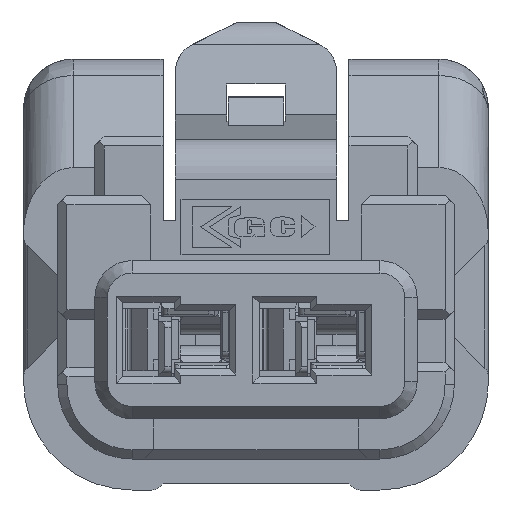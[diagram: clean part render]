
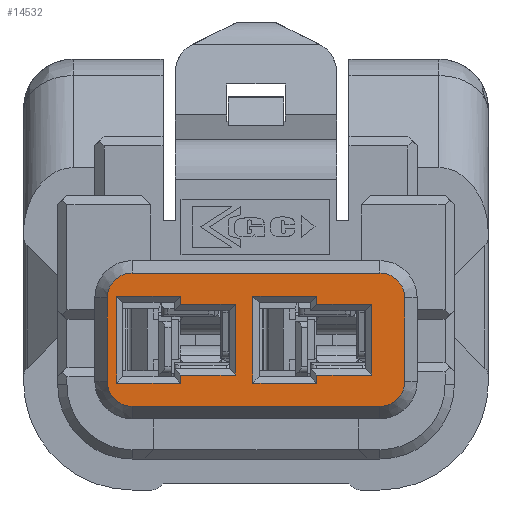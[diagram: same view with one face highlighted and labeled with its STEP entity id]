
A CAD part, front view. The second image highlights one B-rep face of the part: STEP entity #14532.
In plain terms, the highlighted planar face has unit normal (0, -1, 0).
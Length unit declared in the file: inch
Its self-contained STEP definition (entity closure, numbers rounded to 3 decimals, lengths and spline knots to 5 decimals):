
#3462=CARTESIAN_POINT('',(-9.18338,-1.58656,
2.17008));
#3463=DIRECTION('',(0.,-1.,0.));
#3464=DIRECTION('',(0.,0.,-1.));
#3465=AXIS2_PLACEMENT_3D('',#3462,#3463,#3464);
#3467=DIRECTION('',(1.,0.,0.));
#3468=VECTOR('',#3467,0.15748);
#3469=CARTESIAN_POINT('',(-9.34086,-1.58656,
2.15433));
#3470=LINE('',#3469,#3468);
#3471=CARTESIAN_POINT('',(-9.34086,-1.58656,
2.17008));
#3472=DIRECTION('',(0.,-1.,0.));
#3473=DIRECTION('',(-1.,0.,0.));
#3474=AXIS2_PLACEMENT_3D('',#3471,#3472,#3473);
#3476=DIRECTION('',(0.,0.,-1.));
#3477=VECTOR('',#3476,0.05315);
#3478=CARTESIAN_POINT('',(-9.35661,-1.58656,
2.22323));
#3479=LINE('',#3478,#3477);
#3480=CARTESIAN_POINT('',(-9.34086,-1.58656,
2.22323));
#3481=DIRECTION('',(0.,-1.,0.));
#3482=DIRECTION('',(0.,0.,1.));
#3483=AXIS2_PLACEMENT_3D('',#3480,#3481,#3482);
#3485=DIRECTION('',(-1.,0.,0.));
#3486=VECTOR('',#3485,0.15748);
#3487=CARTESIAN_POINT('',(-9.18338,-1.58656,
2.23898));
#3488=LINE('',#3487,#3486);
#3489=CARTESIAN_POINT('',(-9.18338,-1.58656,
2.22323));
#3490=DIRECTION('',(0.,-1.,0.));
#3491=DIRECTION('',(1.,0.,0.));
#3492=AXIS2_PLACEMENT_3D('',#3489,#3490,#3491);
#3494=DIRECTION('',(0.,0.,1.));
#3495=VECTOR('',#3494,0.05315);
#3496=CARTESIAN_POINT('',(-9.16763,-1.58656,
2.17008));
#3497=LINE('',#3496,#3495);
#3498=DIRECTION('',(-1.,0.,0.));
#3499=VECTOR('',#3498,0.04055);
#3500=CARTESIAN_POINT('',(-9.22354,-1.58656,
2.16909));
#3501=LINE('',#3500,#3499);
#3502=DIRECTION('',(0.,0.,-1.));
#3503=VECTOR('',#3502,0.00512);
#3504=CARTESIAN_POINT('',(-9.22354,-1.58656,
2.17421));
#3505=LINE('',#3504,#3503);
#3506=DIRECTION('',(-1.,0.,0.));
#3507=VECTOR('',#3506,0.03484);
#3508=CARTESIAN_POINT('',(-9.18869,-1.58656,
2.17421));
#3509=LINE('',#3508,#3507);
#3510=DIRECTION('',(0.,0.,-1.));
#3511=VECTOR('',#3510,0.04488);
#3512=CARTESIAN_POINT('',(-9.18869,-1.58656,
2.21909));
#3513=LINE('',#3512,#3511);
#3514=DIRECTION('',(1.,0.,0.));
#3515=VECTOR('',#3514,0.03484);
#3516=CARTESIAN_POINT('',(-9.22354,-1.58656,
2.21909));
#3517=LINE('',#3516,#3515);
#3518=DIRECTION('',(0.,0.,-1.));
#3519=VECTOR('',#3518,0.00512);
#3520=CARTESIAN_POINT('',(-9.22354,-1.58656,
2.22421));
#3521=LINE('',#3520,#3519);
#3522=DIRECTION('',(1.,0.,0.));
#3523=VECTOR('',#3522,0.04055);
#3524=CARTESIAN_POINT('',(-9.26409,-1.58656,
2.22421));
#3525=LINE('',#3524,#3523);
#3526=DIRECTION('',(0.,0.,1.));
#3527=VECTOR('',#3526,0.05512);
#3528=CARTESIAN_POINT('',(-9.26409,-1.58656,
2.16909));
#3529=LINE('',#3528,#3527);
#3530=DIRECTION('',(0.,0.,1.));
#3531=VECTOR('',#3530,0.05512);
#3532=CARTESIAN_POINT('',(-9.3507,-1.58656,
2.16909));
#3533=LINE('',#3532,#3531);
#3534=DIRECTION('',(-1.,0.,0.));
#3535=VECTOR('',#3534,0.04055);
#3536=CARTESIAN_POINT('',(-9.31015,-1.58656,
2.16909));
#3537=LINE('',#3536,#3535);
#3538=DIRECTION('',(0.,0.,-1.));
#3539=VECTOR('',#3538,0.00512);
#3540=CARTESIAN_POINT('',(-9.31015,-1.58656,
2.17421));
#3541=LINE('',#3540,#3539);
#3542=DIRECTION('',(-1.,0.,0.));
#3543=VECTOR('',#3542,0.03484);
#3544=CARTESIAN_POINT('',(-9.27531,-1.58656,
2.17421));
#3545=LINE('',#3544,#3543);
#3546=DIRECTION('',(0.,0.,-1.));
#3547=VECTOR('',#3546,0.04488);
#3548=CARTESIAN_POINT('',(-9.27531,-1.58656,
2.21909));
#3549=LINE('',#3548,#3547);
#3550=DIRECTION('',(1.,0.,0.));
#3551=VECTOR('',#3550,0.03484);
#3552=CARTESIAN_POINT('',(-9.31015,-1.58656,
2.21909));
#3553=LINE('',#3552,#3551);
#3554=DIRECTION('',(0.,0.,-1.));
#3555=VECTOR('',#3554,0.00512);
#3556=CARTESIAN_POINT('',(-9.31015,-1.58656,
2.22421));
#3557=LINE('',#3556,#3555);
#3558=DIRECTION('',(1.,0.,0.));
#3559=VECTOR('',#3558,0.04055);
#3560=CARTESIAN_POINT('',(-9.3507,-1.58656,
2.22421));
#3561=LINE('',#3560,#3559);
#6401=CARTESIAN_POINT('',(-9.3507,-1.58656,
2.16909));
#6402=CARTESIAN_POINT('',(-9.3507,-1.58656,
2.22421));
#6403=VERTEX_POINT('',#6401);
#6404=VERTEX_POINT('',#6402);
#6405=CARTESIAN_POINT('',(-9.31015,-1.58656,
2.22421));
#6406=VERTEX_POINT('',#6405);
#6409=CARTESIAN_POINT('',(-9.31015,-1.58656,
2.21909));
#6410=VERTEX_POINT('',#6409);
#6413=CARTESIAN_POINT('',(-9.27531,-1.58656,
2.21909));
#6414=VERTEX_POINT('',#6413);
#6417=CARTESIAN_POINT('',(-9.27531,-1.58656,
2.17421));
#6418=VERTEX_POINT('',#6417);
#6421=CARTESIAN_POINT('',(-9.31015,-1.58656,
2.17421));
#6422=VERTEX_POINT('',#6421);
#6425=CARTESIAN_POINT('',(-9.31015,-1.58656,
2.16909));
#6426=VERTEX_POINT('',#6425);
#6430=CARTESIAN_POINT('',(-9.22354,-1.58656,
2.16909));
#6432=VERTEX_POINT('',#6430);
#6434=CARTESIAN_POINT('',(-9.22354,-1.58656,
2.17421));
#6436=VERTEX_POINT('',#6434);
#6438=CARTESIAN_POINT('',(-9.18869,-1.58656,
2.17421));
#6440=VERTEX_POINT('',#6438);
#6442=CARTESIAN_POINT('',(-9.18869,-1.58656,
2.21909));
#6444=VERTEX_POINT('',#6442);
#6446=CARTESIAN_POINT('',(-9.22354,-1.58656,
2.21909));
#6448=VERTEX_POINT('',#6446);
#6450=CARTESIAN_POINT('',(-9.22354,-1.58656,
2.22421));
#6452=VERTEX_POINT('',#6450);
#6454=CARTESIAN_POINT('',(-9.26409,-1.58656,
2.16909));
#6456=VERTEX_POINT('',#6454);
#6458=CARTESIAN_POINT('',(-9.26409,-1.58656,
2.22421));
#6460=VERTEX_POINT('',#6458);
#6795=CARTESIAN_POINT('',(-9.18338,-1.58656,
2.15433));
#6796=CARTESIAN_POINT('',(-9.16763,-1.58656,
2.17008));
#6797=VERTEX_POINT('',#6795);
#6798=VERTEX_POINT('',#6796);
#6803=CARTESIAN_POINT('',(-9.16763,-1.58656,
2.22323));
#6804=VERTEX_POINT('',#6803);
#6807=CARTESIAN_POINT('',(-9.18338,-1.58656,
2.23898));
#6808=VERTEX_POINT('',#6807);
#6811=CARTESIAN_POINT('',(-9.34086,-1.58656,
2.23898));
#6812=VERTEX_POINT('',#6811);
#6815=CARTESIAN_POINT('',(-9.35661,-1.58656,
2.22323));
#6816=VERTEX_POINT('',#6815);
#6819=CARTESIAN_POINT('',(-9.35661,-1.58656,
2.17008));
#6820=VERTEX_POINT('',#6819);
#6823=CARTESIAN_POINT('',(-9.34086,-1.58656,
2.15433));
#6824=VERTEX_POINT('',#6823);
#14474=CARTESIAN_POINT('',(-9.26212,-1.58656,
2.15335));
#14475=DIRECTION('',(0.,1.,0.));
#14476=DIRECTION('',(-1.,0.,0.));
#14477=AXIS2_PLACEMENT_3D('',#14474,#14475,#14476);
#14478=PLANE('',#14477);
#14480=ORIENTED_EDGE('',*,*,#14479,.F.);
#14482=ORIENTED_EDGE('',*,*,#14481,.F.);
#14484=ORIENTED_EDGE('',*,*,#14483,.F.);
#14486=ORIENTED_EDGE('',*,*,#14485,.F.);
#14487=ORIENTED_EDGE('',*,*,#14457,.F.);
#14489=ORIENTED_EDGE('',*,*,#14488,.F.);
#14491=ORIENTED_EDGE('',*,*,#14490,.F.);
#14493=ORIENTED_EDGE('',*,*,#14492,.F.);
#14494=EDGE_LOOP('',(#14480,#14482,#14484,#14486,#14487,#14489,#14491,#14493));
#14495=FACE_OUTER_BOUND('',#14494,.F.);
#14497=ORIENTED_EDGE('',*,*,#14496,.F.);
#14499=ORIENTED_EDGE('',*,*,#14498,.F.);
#14501=ORIENTED_EDGE('',*,*,#14500,.F.);
#14503=ORIENTED_EDGE('',*,*,#14502,.F.);
#14505=ORIENTED_EDGE('',*,*,#14504,.F.);
#14507=ORIENTED_EDGE('',*,*,#14506,.F.);
#14509=ORIENTED_EDGE('',*,*,#14508,.F.);
#14511=ORIENTED_EDGE('',*,*,#14510,.F.);
#14512=EDGE_LOOP('',(#14497,#14499,#14501,#14503,#14505,#14507,#14509,#14511));
#14513=FACE_BOUND('',#14512,.F.);
#14515=ORIENTED_EDGE('',*,*,#14514,.F.);
#14517=ORIENTED_EDGE('',*,*,#14516,.F.);
#14519=ORIENTED_EDGE('',*,*,#14518,.F.);
#14521=ORIENTED_EDGE('',*,*,#14520,.F.);
#14523=ORIENTED_EDGE('',*,*,#14522,.F.);
#14525=ORIENTED_EDGE('',*,*,#14524,.F.);
#14527=ORIENTED_EDGE('',*,*,#14526,.F.);
#14529=ORIENTED_EDGE('',*,*,#14528,.F.);
#14530=EDGE_LOOP('',(#14515,#14517,#14519,#14521,#14523,#14525,#14527,#14529));
#14531=FACE_BOUND('',#14530,.F.);
#14532=ADVANCED_FACE('',(#14495,#14513,#14531),#14478,.F.);
#3466=CIRCLE('',#3465,0.01575);
#3475=CIRCLE('',#3474,0.01575);
#3484=CIRCLE('',#3483,0.01575);
#3493=CIRCLE('',#3492,0.01575);
#14457=EDGE_CURVE('',#6812,#6816,#3484,.T.);
#14479=EDGE_CURVE('',#6797,#6798,#3466,.T.);
#14481=EDGE_CURVE('',#6824,#6797,#3470,.T.);
#14483=EDGE_CURVE('',#6820,#6824,#3475,.T.);
#14485=EDGE_CURVE('',#6816,#6820,#3479,.T.);
#14488=EDGE_CURVE('',#6808,#6812,#3488,.T.);
#14490=EDGE_CURVE('',#6804,#6808,#3493,.T.);
#14492=EDGE_CURVE('',#6798,#6804,#3497,.T.);
#14496=EDGE_CURVE('',#6432,#6456,#3501,.T.);
#14498=EDGE_CURVE('',#6436,#6432,#3505,.T.);
#14500=EDGE_CURVE('',#6440,#6436,#3509,.T.);
#14502=EDGE_CURVE('',#6444,#6440,#3513,.T.);
#14504=EDGE_CURVE('',#6448,#6444,#3517,.T.);
#14506=EDGE_CURVE('',#6452,#6448,#3521,.T.);
#14508=EDGE_CURVE('',#6460,#6452,#3525,.T.);
#14510=EDGE_CURVE('',#6456,#6460,#3529,.T.);
#14514=EDGE_CURVE('',#6403,#6404,#3533,.T.);
#14516=EDGE_CURVE('',#6426,#6403,#3537,.T.);
#14518=EDGE_CURVE('',#6422,#6426,#3541,.T.);
#14520=EDGE_CURVE('',#6418,#6422,#3545,.T.);
#14522=EDGE_CURVE('',#6414,#6418,#3549,.T.);
#14524=EDGE_CURVE('',#6410,#6414,#3553,.T.);
#14526=EDGE_CURVE('',#6406,#6410,#3557,.T.);
#14528=EDGE_CURVE('',#6404,#6406,#3561,.T.);
